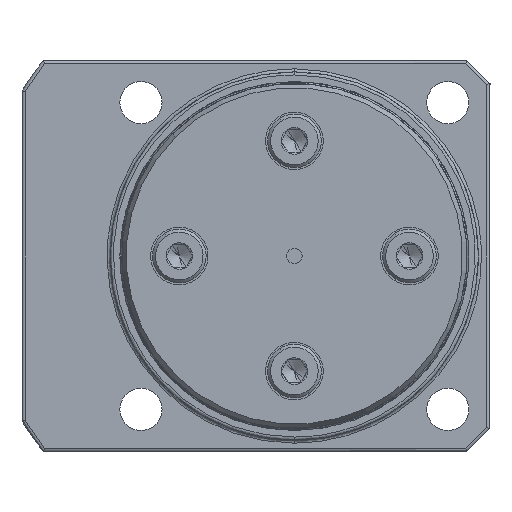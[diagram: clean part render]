
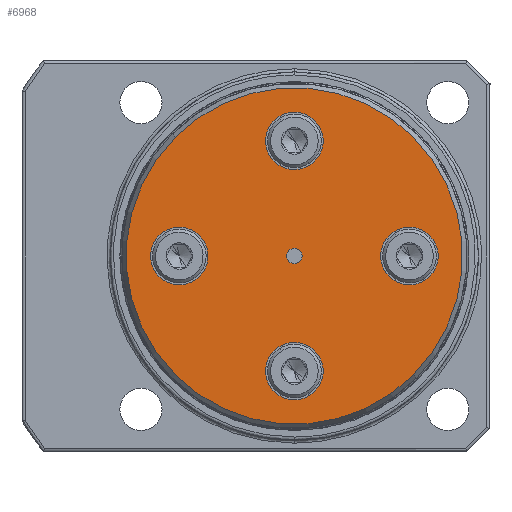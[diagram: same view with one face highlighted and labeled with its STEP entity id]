
A CAD part, front view. The second image highlights one B-rep face of the part: STEP entity #6968.
In plain terms, the highlighted planar face has unit normal (0, -1, 0).
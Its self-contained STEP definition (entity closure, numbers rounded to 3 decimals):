
#176 = CARTESIAN_POINT ( 'NONE',  ( 0., 0., 0. ) ) ;
#177 = DIRECTION ( 'NONE',  ( 0., -1., 0. ) ) ;
#178 = DIRECTION ( 'NONE',  ( 0., 0., 1. ) ) ;
#180 = CARTESIAN_POINT ( 'NONE',  ( -10.607, 0., -10.607 ) ) ;
#181 = DIRECTION ( 'NONE',  ( 0., 1., 0. ) ) ;
#182 = DIRECTION ( 'NONE',  ( 0., 0., -1. ) ) ;
#2431 = CARTESIAN_POINT ( 'NONE',  ( 10.607, 0., -6.857 ) ) ;
#2437 = CARTESIAN_POINT ( 'NONE',  ( 10.607, 0., 6.857 ) ) ;
#2438 = CARTESIAN_POINT ( 'NONE',  ( 10.607, 0., 14.357 ) ) ;
#2440 = CARTESIAN_POINT ( 'NONE',  ( 10.607, 0., -14.357 ) ) ;
#2444 = CARTESIAN_POINT ( 'NONE',  ( 0., 0., -1. ) ) ;
#2445 = CARTESIAN_POINT ( 'NONE',  ( 0., 0., 1. ) ) ;
#2479 = CARTESIAN_POINT ( 'NONE',  ( 0., 0., 21.923 ) ) ;
#2506 = CARTESIAN_POINT ( 'NONE',  ( -10.607, 0., -14.357 ) ) ;
#2594 = CARTESIAN_POINT ( 'NONE',  ( -10.607, 0., -6.857 ) ) ;
#2609 = CARTESIAN_POINT ( 'NONE',  ( 0., 0., -21.923 ) ) ;
#2621 = CARTESIAN_POINT ( 'NONE',  ( -10.607, 0., 14.357 ) ) ;
#2622 = CARTESIAN_POINT ( 'NONE',  ( -10.607, 0., 6.857 ) ) ;
#3120 = DIRECTION ( 'NONE',  ( 0., -1., 0. ) ) ;
#3122 = PLANE ( 'NONE',  #9468 ) ;
#3124 = CARTESIAN_POINT ( 'NONE',  ( -21.923, 0., 0. ) ) ;
#3126 = DIRECTION ( 'NONE',  ( 0., 0., -1. ) ) ;
#3460 = AXIS2_PLACEMENT_3D ( 'NONE', #4159, #4160, #4161 ) ;
#3461 = AXIS2_PLACEMENT_3D ( 'NONE', #4162, #4163, #4164 ) ;
#3462 = AXIS2_PLACEMENT_3D ( 'NONE', #4167, #4168, #4169 ) ;
#3463 = AXIS2_PLACEMENT_3D ( 'NONE', #4172, #4173, #4174 ) ;
#4159 = CARTESIAN_POINT ( 'NONE',  ( 0., 0., 0. ) ) ;
#4160 = DIRECTION ( 'NONE',  ( 0., 1., 0. ) ) ;
#4161 = DIRECTION ( 'NONE',  ( 0., 0., -1. ) ) ;
#4162 = CARTESIAN_POINT ( 'NONE',  ( 10.607, 0., -10.607 ) ) ;
#4163 = DIRECTION ( 'NONE',  ( 0., 1., 0. ) ) ;
#4164 = DIRECTION ( 'NONE',  ( 0., 0., -1. ) ) ;
#4167 = CARTESIAN_POINT ( 'NONE',  ( 10.607, 0., 10.607 ) ) ;
#4168 = DIRECTION ( 'NONE',  ( 0., 1., 0. ) ) ;
#4169 = DIRECTION ( 'NONE',  ( 0., 0., -1. ) ) ;
#4172 = CARTESIAN_POINT ( 'NONE',  ( -10.607, 0., 10.607 ) ) ;
#4173 = DIRECTION ( 'NONE',  ( 0., 1., 0. ) ) ;
#4174 = DIRECTION ( 'NONE',  ( 0., 0., -1. ) ) ;
#5472 = FACE_BOUND ( 'NONE', #10585, .T. ) ;
#5527 = EDGE_CURVE ( 'NONE', #10251, #10252, #6754, .T. ) ;
#5531 = EDGE_CURVE ( 'NONE', #10246, #10247, #6794, .T. ) ;
#5535 = EDGE_CURVE ( 'NONE', #10242, #10243, #6790, .T. ) ;
#5539 = EDGE_CURVE ( 'NONE', #10594, #10589, #6825, .T. ) ;
#5543 = EDGE_CURVE ( 'NONE', #10313, #10401, #6786, .T. ) ;
#5549 = EDGE_CURVE ( 'NONE', #10467, #10286, #6742, .T. ) ;
#5878 = EDGE_CURVE ( 'NONE', #10286, #10467, #6392, .T. ) ;
#5879 = EDGE_CURVE ( 'NONE', #10401, #10313, #6391, .T. ) ;
#5992 = FACE_BOUND ( 'NONE', #10567, .T. ) ;
#5993 = FACE_BOUND ( 'NONE', #10584, .T. ) ;
#5995 = FACE_BOUND ( 'NONE', #10576, .T. ) ;
#5997 = FACE_BOUND ( 'NONE', #10577, .T. ) ;
#5999 = FACE_OUTER_BOUND ( 'NONE', #10533, .T. ) ;
#6391 = CIRCLE ( 'NONE', #14932, 3.75 ) ;
#6392 = CIRCLE ( 'NONE', #14931, 21.923 ) ;
#6742 = CIRCLE ( 'NONE', #14755, 21.923 ) ;
#6754 = CIRCLE ( 'NONE', #14744, 1. ) ;
#6786 = CIRCLE ( 'NONE', #14752, 3.75 ) ;
#6790 = CIRCLE ( 'NONE', #14748, 3.75 ) ;
#6794 = CIRCLE ( 'NONE', #14746, 3.75 ) ;
#6825 = CIRCLE ( 'NONE', #14750, 3.75 ) ;
#6968 = ADVANCED_FACE ( 'NONE', ( #5999, #5995, #5992, #5997, #5993, #5472 ), #3122, .T. ) ;
#8425 = CIRCLE ( 'NONE', #3463, 3.75 ) ;
#8426 = CIRCLE ( 'NONE', #3462, 3.75 ) ;
#8427 = CIRCLE ( 'NONE', #3461, 3.75 ) ;
#8428 = CIRCLE ( 'NONE', #3460, 1. ) ;
#9468 = AXIS2_PLACEMENT_3D ( 'NONE', #3124, #3120, #3126 ) ;
#10242 = VERTEX_POINT ( 'NONE', #2437 ) ;
#10243 = VERTEX_POINT ( 'NONE', #2438 ) ;
#10246 = VERTEX_POINT ( 'NONE', #2440 ) ;
#10247 = VERTEX_POINT ( 'NONE', #2431 ) ;
#10251 = VERTEX_POINT ( 'NONE', #2444 ) ;
#10252 = VERTEX_POINT ( 'NONE', #2445 ) ;
#10286 = VERTEX_POINT ( 'NONE', #2479 ) ;
#10313 = VERTEX_POINT ( 'NONE', #2506 ) ;
#10401 = VERTEX_POINT ( 'NONE', #2594 ) ;
#10467 = VERTEX_POINT ( 'NONE', #2609 ) ;
#10533 = EDGE_LOOP ( 'NONE', ( #13556, #13555 ) ) ;
#10567 = EDGE_LOOP ( 'NONE', ( #13552, #13551 ) ) ;
#10576 = EDGE_LOOP ( 'NONE', ( #13554, #13553 ) ) ;
#10577 = EDGE_LOOP ( 'NONE', ( #13550, #13549 ) ) ;
#10584 = EDGE_LOOP ( 'NONE', ( #13548, #13547 ) ) ;
#10585 = EDGE_LOOP ( 'NONE', ( #13546, #13545 ) ) ;
#10589 = VERTEX_POINT ( 'NONE', #2621 ) ;
#10594 = VERTEX_POINT ( 'NONE', #2622 ) ;
#12992 = DIRECTION ( 'NONE',  ( 0., 0., 1. ) ) ;
#12993 = DIRECTION ( 'NONE',  ( 0., -1., 0. ) ) ;
#12994 = CARTESIAN_POINT ( 'NONE',  ( 0., 0., 0. ) ) ;
#13029 = DIRECTION ( 'NONE',  ( 0., 0., -1. ) ) ;
#13030 = DIRECTION ( 'NONE',  ( 0., 1., 0. ) ) ;
#13032 = CARTESIAN_POINT ( 'NONE',  ( -10.607, 0., -10.607 ) ) ;
#13043 = DIRECTION ( 'NONE',  ( 0., 0., -1. ) ) ;
#13046 = DIRECTION ( 'NONE',  ( 0., 1., 0. ) ) ;
#13047 = CARTESIAN_POINT ( 'NONE',  ( -10.607, 0., 10.607 ) ) ;
#13114 = DIRECTION ( 'NONE',  ( 0., 0., -1. ) ) ;
#13115 = DIRECTION ( 'NONE',  ( 0., 1., 0. ) ) ;
#13116 = CARTESIAN_POINT ( 'NONE',  ( 10.607, 0., 10.607 ) ) ;
#13129 = DIRECTION ( 'NONE',  ( 0., 0., -1. ) ) ;
#13130 = DIRECTION ( 'NONE',  ( 0., 1., 0. ) ) ;
#13131 = CARTESIAN_POINT ( 'NONE',  ( 10.607, 0., -10.607 ) ) ;
#13185 = DIRECTION ( 'NONE',  ( 0., 0., -1. ) ) ;
#13186 = DIRECTION ( 'NONE',  ( 0., 1., 0. ) ) ;
#13187 = CARTESIAN_POINT ( 'NONE',  ( 0., 0., 0. ) ) ;
#13545 = ORIENTED_EDGE ( 'NONE', *, *, #14296, .T. ) ;
#13546 = ORIENTED_EDGE ( 'NONE', *, *, #5527, .T. ) ;
#13547 = ORIENTED_EDGE ( 'NONE', *, *, #14297, .T. ) ;
#13548 = ORIENTED_EDGE ( 'NONE', *, *, #5531, .T. ) ;
#13549 = ORIENTED_EDGE ( 'NONE', *, *, #14298, .T. ) ;
#13550 = ORIENTED_EDGE ( 'NONE', *, *, #5535, .T. ) ;
#13551 = ORIENTED_EDGE ( 'NONE', *, *, #14299, .T. ) ;
#13552 = ORIENTED_EDGE ( 'NONE', *, *, #5539, .T. ) ;
#13553 = ORIENTED_EDGE ( 'NONE', *, *, #5879, .T. ) ;
#13554 = ORIENTED_EDGE ( 'NONE', *, *, #5543, .T. ) ;
#13555 = ORIENTED_EDGE ( 'NONE', *, *, #5549, .T. ) ;
#13556 = ORIENTED_EDGE ( 'NONE', *, *, #5878, .T. ) ;
#14296 = EDGE_CURVE ( 'NONE', #10252, #10251, #8428, .T. ) ;
#14297 = EDGE_CURVE ( 'NONE', #10247, #10246, #8427, .T. ) ;
#14298 = EDGE_CURVE ( 'NONE', #10243, #10242, #8426, .T. ) ;
#14299 = EDGE_CURVE ( 'NONE', #10589, #10594, #8425, .T. ) ;
#14744 = AXIS2_PLACEMENT_3D ( 'NONE', #13187, #13186, #13185 ) ;
#14746 = AXIS2_PLACEMENT_3D ( 'NONE', #13131, #13130, #13129 ) ;
#14748 = AXIS2_PLACEMENT_3D ( 'NONE', #13116, #13115, #13114 ) ;
#14750 = AXIS2_PLACEMENT_3D ( 'NONE', #13047, #13046, #13043 ) ;
#14752 = AXIS2_PLACEMENT_3D ( 'NONE', #13032, #13030, #13029 ) ;
#14755 = AXIS2_PLACEMENT_3D ( 'NONE', #12994, #12993, #12992 ) ;
#14931 = AXIS2_PLACEMENT_3D ( 'NONE', #176, #177, #178 ) ;
#14932 = AXIS2_PLACEMENT_3D ( 'NONE', #180, #181, #182 ) ;
